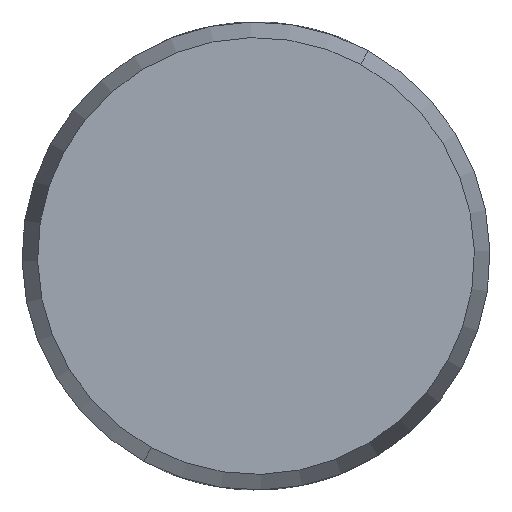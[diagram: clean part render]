
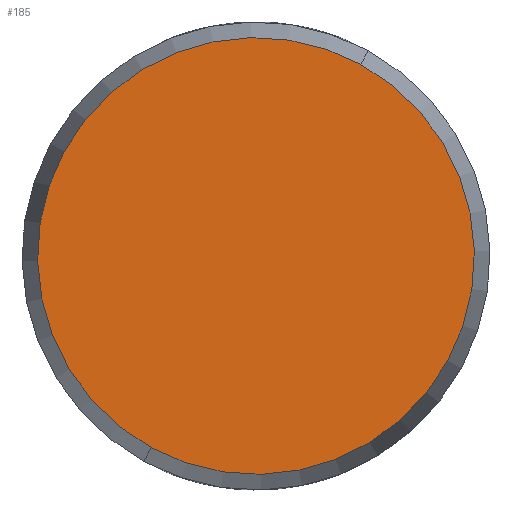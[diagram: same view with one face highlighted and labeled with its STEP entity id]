
A CAD part, front view. The second image highlights one B-rep face of the part: STEP entity #185.
In plain terms, the highlighted planar face has unit normal (0, -1, 0).
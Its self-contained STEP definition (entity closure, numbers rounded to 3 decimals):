
#127=CARTESIAN_POINT('Vertex',(3.356,-110.,6.143)) ;
#130=CARTESIAN_POINT('Axis2P3D Location',(0.,-110.,0.)) ;
#134=CARTESIAN_POINT('Vertex',(-3.356,-110.,-6.143)) ;
#154=CARTESIAN_POINT('Axis2P3D Location',(0.,-110.,0.)) ;
#176=CARTESIAN_POINT('Axis2P3D Location',(0.,-110.,0.)) ;
#131=DIRECTION('Axis2P3D Direction',(0.,1.,0.)) ;
#155=DIRECTION('Axis2P3D Direction',(0.,1.,0.)) ;
#177=DIRECTION('Axis2P3D Direction',(0.,1.,0.)) ;
#178=DIRECTION('Axis2P3D XDirection',(1.,-0.,0.)) ;
#132=AXIS2_PLACEMENT_3D('Circle Axis2P3D',#130,#131,$) ;
#156=AXIS2_PLACEMENT_3D('Circle Axis2P3D',#154,#155,$) ;
#179=AXIS2_PLACEMENT_3D('Plane Axis2P3D',#176,#177,#178) ;
#182=ORIENTED_EDGE('',*,*,#136,.F.) ;
#183=ORIENTED_EDGE('',*,*,#158,.F.) ;
#185=ADVANCED_FACE('PartBody',(#184),#180,.F.) ;
#133=CIRCLE('generated circle',#132,7.) ;
#157=CIRCLE('generated circle',#156,7.) ;
#136=EDGE_CURVE('',#128,#135,#133,.T.) ;
#158=EDGE_CURVE('',#135,#128,#157,.T.) ;
#181=EDGE_LOOP('',(#182,#183)) ;
#184=FACE_OUTER_BOUND('',#181,.T.) ;
#180=PLANE('',#179) ;
#128=VERTEX_POINT('',#127) ;
#135=VERTEX_POINT('',#134) ;
